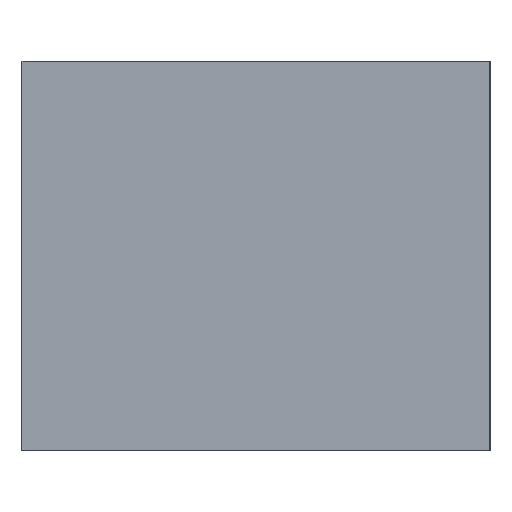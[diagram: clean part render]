
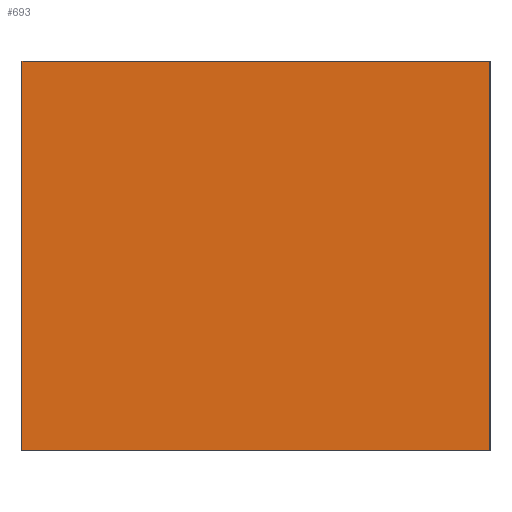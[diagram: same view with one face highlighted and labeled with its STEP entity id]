
A CAD part, left-side view. The second image highlights one B-rep face of the part: STEP entity #693.
In plain terms, the highlighted planar face has unit normal (-1, 0, 0).
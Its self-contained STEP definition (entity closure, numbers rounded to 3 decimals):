
#5 = ORIENTED_EDGE ( 'NONE', *, *, #355, .F. ) ;
#31 = ORIENTED_EDGE ( 'NONE', *, *, #107, .F. ) ;
#70 = CARTESIAN_POINT ( 'NONE',  ( -65., 6., -5. ) ) ;
#79 = LINE ( 'NONE', #70, #193 ) ;
#96 = VECTOR ( 'NONE', #505, 1000. ) ;
#107 = EDGE_CURVE ( 'NONE', #584, #227, #636, .T. ) ;
#153 = CARTESIAN_POINT ( 'NONE',  ( -65., 6., 5. ) ) ;
#154 = VERTEX_POINT ( 'NONE', #486 ) ;
#193 = VECTOR ( 'NONE', #290, 1000. ) ;
#203 = EDGE_CURVE ( 'NONE', #584, #154, #379, .T. ) ;
#210 = FACE_OUTER_BOUND ( 'NONE', #410, .T. ) ;
#224 = CARTESIAN_POINT ( 'NONE',  ( -65., -6., 5. ) ) ;
#227 = VERTEX_POINT ( 'NONE', #224 ) ;
#242 = ORIENTED_EDGE ( 'NONE', *, *, #203, .T. ) ;
#262 = CARTESIAN_POINT ( 'NONE',  ( -65., 6., 5. ) ) ;
#290 = DIRECTION ( 'NONE',  ( 0., -1., 0. ) ) ;
#304 = DIRECTION ( 'NONE',  ( 0., -1., 0. ) ) ;
#326 = DIRECTION ( 'NONE',  ( 0., 0., -1. ) ) ;
#347 = EDGE_CURVE ( 'NONE', #154, #691, #79, .T. ) ;
#355 = EDGE_CURVE ( 'NONE', #227, #691, #560, .T. ) ;
#379 = LINE ( 'NONE', #600, #633 ) ;
#410 = EDGE_LOOP ( 'NONE', ( #563, #5, #31, #242 ) ) ;
#424 = PLANE ( 'NONE',  #575 ) ;
#486 = CARTESIAN_POINT ( 'NONE',  ( -65., 6., -5. ) ) ;
#499 = CARTESIAN_POINT ( 'NONE',  ( -65., -6., 5. ) ) ;
#505 = DIRECTION ( 'NONE',  ( 0., 0., -1. ) ) ;
#550 = CARTESIAN_POINT ( 'NONE',  ( -65., 6., 5. ) ) ;
#556 = DIRECTION ( 'NONE',  ( 0., 0., -1. ) ) ;
#560 = LINE ( 'NONE', #499, #96 ) ;
#563 = ORIENTED_EDGE ( 'NONE', *, *, #347, .T. ) ;
#575 = AXIS2_PLACEMENT_3D ( 'NONE', #550, #664, #556 ) ;
#584 = VERTEX_POINT ( 'NONE', #262 ) ;
#593 = CARTESIAN_POINT ( 'NONE',  ( -65., -6., -5. ) ) ;
#600 = CARTESIAN_POINT ( 'NONE',  ( -65., 6., 5. ) ) ;
#633 = VECTOR ( 'NONE', #326, 1000. ) ;
#636 = LINE ( 'NONE', #153, #662 ) ;
#662 = VECTOR ( 'NONE', #304, 1000. ) ;
#664 = DIRECTION ( 'NONE',  ( 1., 0., 0. ) ) ;
#691 = VERTEX_POINT ( 'NONE', #593 ) ;
#693 = ADVANCED_FACE ( 'NONE', ( #210 ), #424, .F. ) ;
